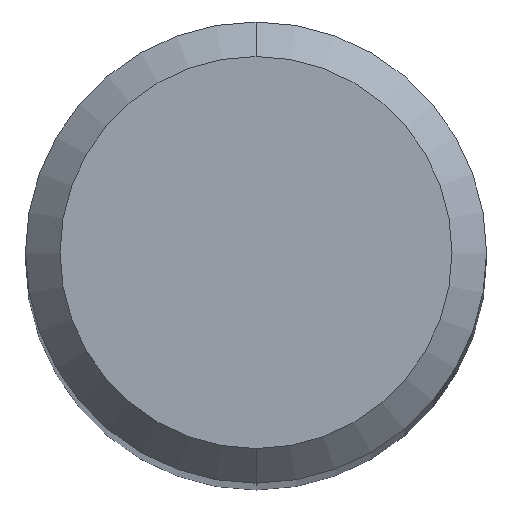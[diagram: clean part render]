
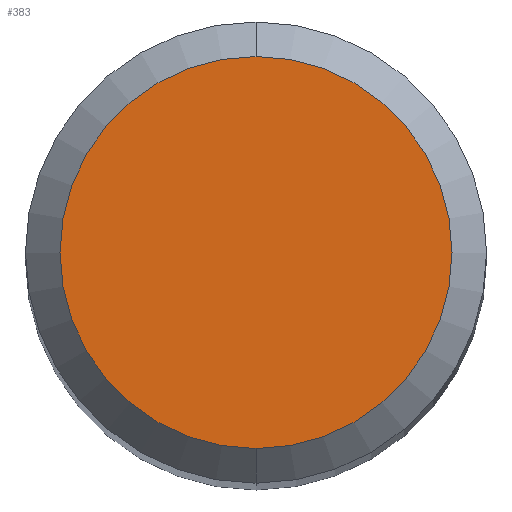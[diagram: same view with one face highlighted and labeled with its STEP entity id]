
A CAD part, top view. The second image highlights one B-rep face of the part: STEP entity #383.
In plain terms, the highlighted planar face has unit normal (0, 0, 1).
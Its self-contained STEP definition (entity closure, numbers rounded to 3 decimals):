
#199=VERTEX_POINT('',#507);
#263=EDGE_CURVE('',#387,#199,#575,.T.);
#273=EDGE_CURVE('',#199,#387,#586,.T.);
#383=ADVANCED_FACE('',(#705),#706,.T.);
#387=VERTEX_POINT('',#710);
#507=CARTESIAN_POINT('',(0.0,1.7,0.0));
#575=CIRCLE('',#986,1.7);
#586=CIRCLE('',#1001,1.7);
#705=FACE_OUTER_BOUND('',#1281,.T.);
#706=PLANE('',#1282);
#710=CARTESIAN_POINT('',(0.,-1.7,0.0));
#986=AXIS2_PLACEMENT_3D('',#1525,#1526,#1527);
#1001=AXIS2_PLACEMENT_3D('',#1541,#1542,#1543);
#1281=EDGE_LOOP('',(#1658,#1659));
#1282=AXIS2_PLACEMENT_3D('',#1660,#1661,#1662);
#1525=CARTESIAN_POINT('',(0.0,0.0,0.0));
#1526=DIRECTION('',(0.0,0.0,-1.0));
#1527=DIRECTION('',(0.0,1.0,0.0));
#1541=CARTESIAN_POINT('',(0.0,0.0,0.0));
#1542=DIRECTION('',(0.0,0.0,-1.0));
#1543=DIRECTION('',(0.0,1.0,0.0));
#1658=ORIENTED_EDGE('',*,*,#273,.F.);
#1659=ORIENTED_EDGE('',*,*,#263,.F.);
#1660=CARTESIAN_POINT('',(0.0,0.85,0.0));
#1661=DIRECTION('',(-0.0,0.0,1.0));
#1662=DIRECTION('',(0.0,-1.0,0.0));
